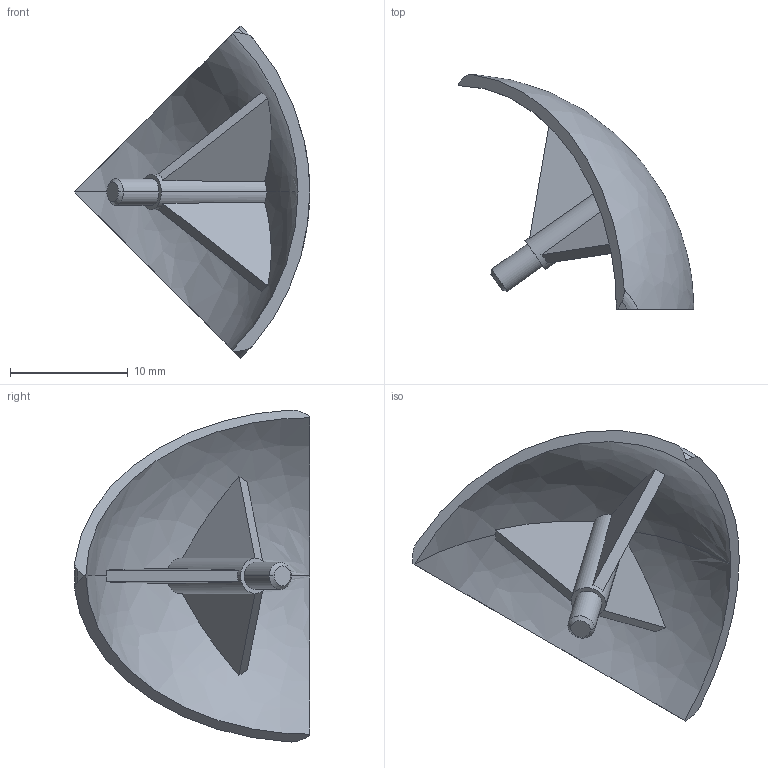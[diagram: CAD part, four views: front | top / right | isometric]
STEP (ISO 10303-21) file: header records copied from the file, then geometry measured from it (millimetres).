
FILE_DESCRIPTION (( 'STEP AP214' ), '1' );
FILE_NAME ('6126071', '2019-02-04T08:08:10', ( '' ), ('JUGARD+KÜNSTNER GmbH'), 'SwSTEP 2.0', 'SolidWorks 2017', '' );
FILE_SCHEMA (( 'AUTOMOTIVE_DESIGN' ));
Length unit declared in the file: millimetre
Products named in the file (1): 6126071_CNAJF00
Bounding box: 20 x 19.96 x 28.19 mm (x, y, z)
Volume: 836.2 mm3; surface area: 1656.1 mm2
Topology: 1 solids, 1 shells, 30 faces, 81 edges, 50 vertices
Faces by surface type: plane 17, bspline 7, cylinder 4, cone 2
Entity records: 1204 total; most frequent: CARTESIAN_POINT 532, ORIENTED_EDGE 154, DIRECTION 109, EDGE_CURVE 77, VERTEX_POINT 50, AXIS2_PLACEMENT_3D 44, EDGE_LOOP 31, FACE_OUTER_BOUND 30
